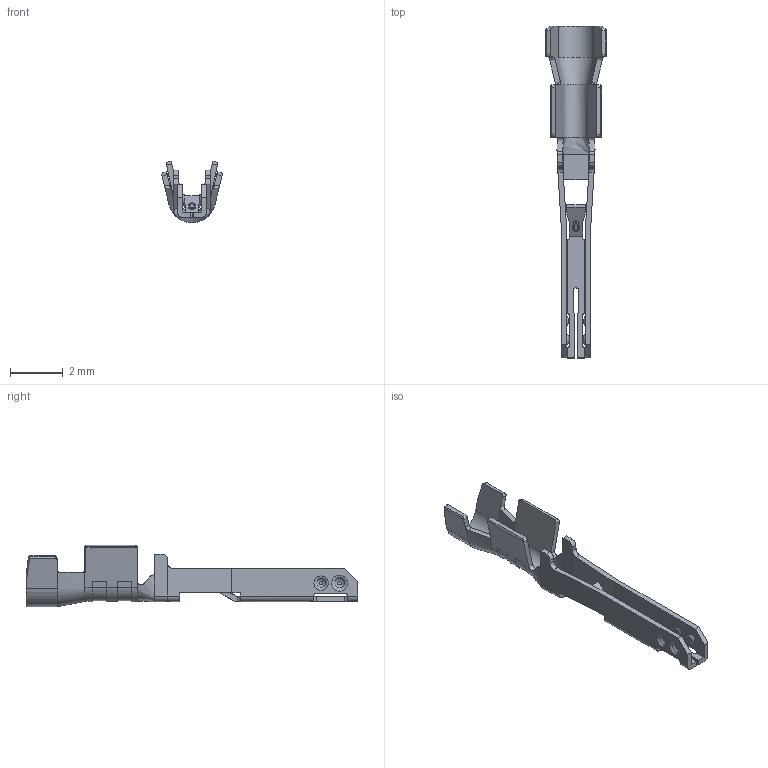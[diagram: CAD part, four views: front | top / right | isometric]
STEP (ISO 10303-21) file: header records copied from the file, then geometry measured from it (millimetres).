
FILE_DESCRIPTION(/* description */ ('Unknown'),/* implementation_level */ '2;1');
FILE_NAME(/* name */ '62600213722_DEC',/* time_stamp */ '2023-11-27T11:53:05+01:00',/* author */ ('Unknown'),/* organization */ ('Unknown'),/* preprocessor_version */ 'ST-DEVELOPER v18.102',/* originating_system */ 'Solid Edge',/* authorisation */ 'Unknown');
FILE_SCHEMA (('AUTOMOTIVE_DESIGN {1 0 10303 214 3 1 1}'));
Length unit declared in the file: millimetre
Products named in the file (1): 62600213722_DEC
Bounding box: 2.31 x 12.63 x 2.34 mm (x, y, z)
Volume: 8.1 mm3; surface area: 95.3 mm2
Topology: 1 solids, 1 shells, 205 faces, 585 edges, 386 vertices
Faces by surface type: plane 111, cylinder 66, torus 20, bspline 8
Entity records: 6832 total; most frequent: CARTESIAN_POINT 1596, ORIENTED_EDGE 1130, DIRECTION 1016, EDGE_CURVE 565, VERTEX_POINT 378, LINE 352, VECTOR 352, AXIS2_PLACEMENT_3D 332
